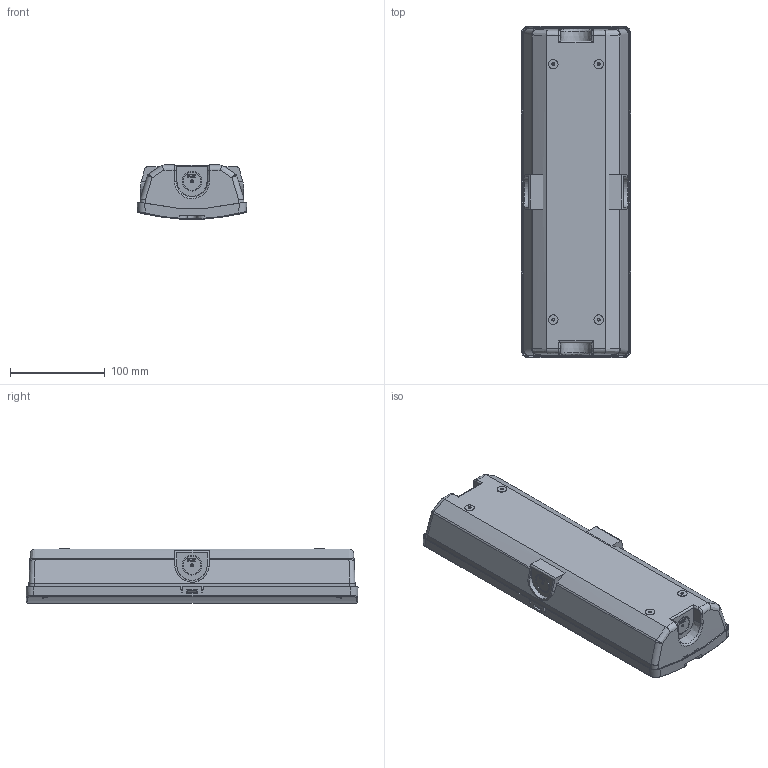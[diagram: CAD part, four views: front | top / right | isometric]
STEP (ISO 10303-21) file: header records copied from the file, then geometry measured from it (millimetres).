
FILE_DESCRIPTION((''),'2;1');
FILE_NAME('ABH_ASM','2025-09-20T15:03:44',('chuncheng.yin'),(''),'CREO PARAMETRIC BY PTC INC, 2024401','CREO PARAMETRIC BY PTC INC, 2024401','');
FILE_SCHEMA(('CONFIG_CONTROL_DESIGN'));
Products named in the file (1): ABH_ASM
Bounding box: 115.75 x 350.96 x 57.9 mm (x, y, z)
Volume: 1024253.8 mm3; surface area: 338939.7 mm2
Topology: 1 solids, 3 shells, 2293 faces, 6366 edges, 4192 vertices
Faces by surface type: plane 1790, cylinder 197, cone 117, bspline 108, extrusion 55, torus 24, sphere 2
Entity records: 78805 total; most frequent: CARTESIAN_POINT 21998, ORIENTED_EDGE 12712, DIRECTION 10112, EDGE_CURVE 6356, VECTOR 5028, LINE 4973, VERTEX_POINT 4192, AXIS2_PLACEMENT_3D 2542
